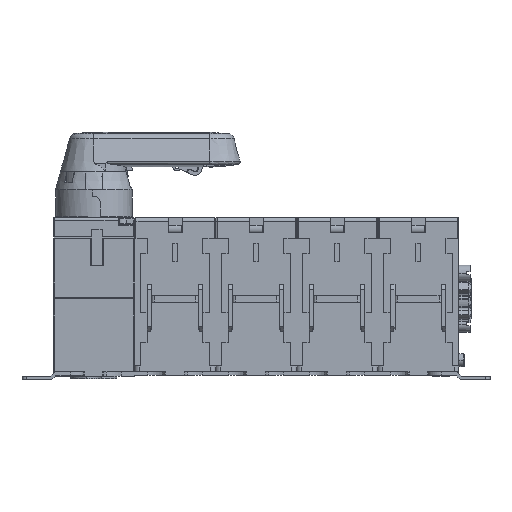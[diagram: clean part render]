
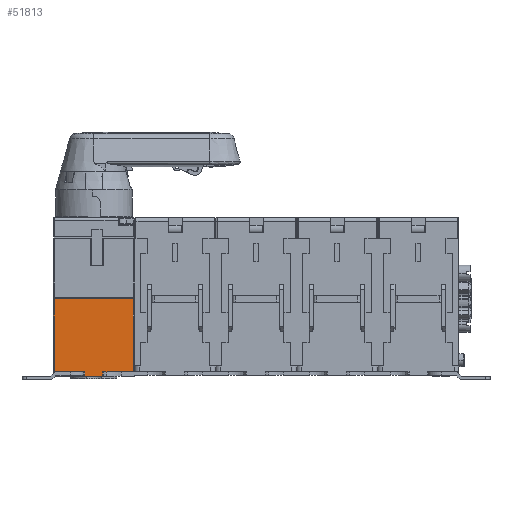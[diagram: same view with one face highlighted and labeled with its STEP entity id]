
A CAD part, left-side view. The second image highlights one B-rep face of the part: STEP entity #51813.
In plain terms, the highlighted planar face has unit normal (-1, 0, 0).
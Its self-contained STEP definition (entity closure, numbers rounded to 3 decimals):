
#10457=DIRECTION('',(0.,1.,0.));
#10458=VECTOR('',#10457,13.05);
#10459=CARTESIAN_POINT('',(-51.638,-18.147,
-6.5));
#10460=LINE('',#10459,#10458);
#17322=DIRECTION('',(0.,0.,-1.));
#17323=VECTOR('',#17322,31.5);
#17324=CARTESIAN_POINT('',(-51.638,-18.147,
25.));
#17325=LINE('',#17324,#17323);
#17330=DIRECTION('',(0.,1.,0.));
#17331=VECTOR('',#17330,34.);
#17332=CARTESIAN_POINT('',(-51.638,-18.147,
25.));
#17333=LINE('',#17332,#17331);
#17334=DIRECTION('',(0.,0.,-1.));
#17335=VECTOR('',#17334,2.);
#17336=CARTESIAN_POINT('',(-51.638,-5.097,
-6.5));
#17337=LINE('',#17336,#17335);
#17436=DIRECTION('',(0.,1.,0.));
#17437=VECTOR('',#17436,7.9);
#17438=CARTESIAN_POINT('',(-51.638,-5.097,
-8.5));
#17439=LINE('',#17438,#17437);
#18456=DIRECTION('',(0.,1.,0.));
#18457=VECTOR('',#18456,13.05);
#18458=CARTESIAN_POINT('',(-51.638,2.803,
-6.5));
#18459=LINE('',#18458,#18457);
#18909=DIRECTION('',(0.,0.,1.));
#18910=VECTOR('',#18909,31.5);
#18911=CARTESIAN_POINT('',(-51.638,15.853,
-6.5));
#18912=LINE('',#18911,#18910);
#18913=DIRECTION('',(0.,0.,1.));
#18914=VECTOR('',#18913,2.);
#18915=CARTESIAN_POINT('',(-51.638,2.803,
-8.5));
#18916=LINE('',#18915,#18914);
#24900=CARTESIAN_POINT('',(-51.638,2.803,
-8.5));
#24901=CARTESIAN_POINT('',(-51.638,2.803,
-6.5));
#24902=VERTEX_POINT('',#24900);
#24903=VERTEX_POINT('',#24901);
#24942=CARTESIAN_POINT('',(-51.638,15.853,
-6.5));
#24943=VERTEX_POINT('',#24942);
#24944=CARTESIAN_POINT('',(-51.638,15.853,
25.));
#24945=VERTEX_POINT('',#24944);
#24982=CARTESIAN_POINT('',(-51.638,-5.097,
-8.5));
#24983=VERTEX_POINT('',#24982);
#24984=CARTESIAN_POINT('',(-51.638,-5.097,
-6.5));
#24985=VERTEX_POINT('',#24984);
#24986=CARTESIAN_POINT('',(-51.638,-18.147,
-6.5));
#24987=VERTEX_POINT('',#24986);
#24988=CARTESIAN_POINT('',(-51.638,-18.147,
25.));
#24989=VERTEX_POINT('',#24988);
#51793=CARTESIAN_POINT('',(-51.638,-1.147,
8.25));
#51794=DIRECTION('',(1.,0.,0.));
#51795=DIRECTION('',(0.,0.,1.));
#51796=AXIS2_PLACEMENT_3D('',#51793,#51794,#51795);
#51797=PLANE('',#51796);
#51799=ORIENTED_EDGE('',*,*,#51798,.T.);
#51801=ORIENTED_EDGE('',*,*,#51800,.T.);
#51803=ORIENTED_EDGE('',*,*,#51802,.T.);
#51805=ORIENTED_EDGE('',*,*,#51804,.T.);
#51807=ORIENTED_EDGE('',*,*,#51806,.T.);
#51808=ORIENTED_EDGE('',*,*,#51770,.F.);
#51809=ORIENTED_EDGE('',*,*,#51786,.T.);
#51810=ORIENTED_EDGE('',*,*,#41746,.T.);
#51811=EDGE_LOOP('',(#51799,#51801,#51803,#51805,#51807,#51808,#51809,#51810));
#51812=FACE_OUTER_BOUND('',#51811,.F.);
#41746=EDGE_CURVE('',#24987,#24985,#10460,.T.);
#51770=EDGE_CURVE('',#24989,#24945,#17333,.T.);
#51786=EDGE_CURVE('',#24989,#24987,#17325,.T.);
#51798=EDGE_CURVE('',#24985,#24983,#17337,.T.);
#51800=EDGE_CURVE('',#24983,#24902,#17439,.T.);
#51802=EDGE_CURVE('',#24902,#24903,#18916,.T.);
#51804=EDGE_CURVE('',#24903,#24943,#18459,.T.);
#51806=EDGE_CURVE('',#24943,#24945,#18912,.T.);
#51813=ADVANCED_FACE('',(#51812),#51797,.F.);
